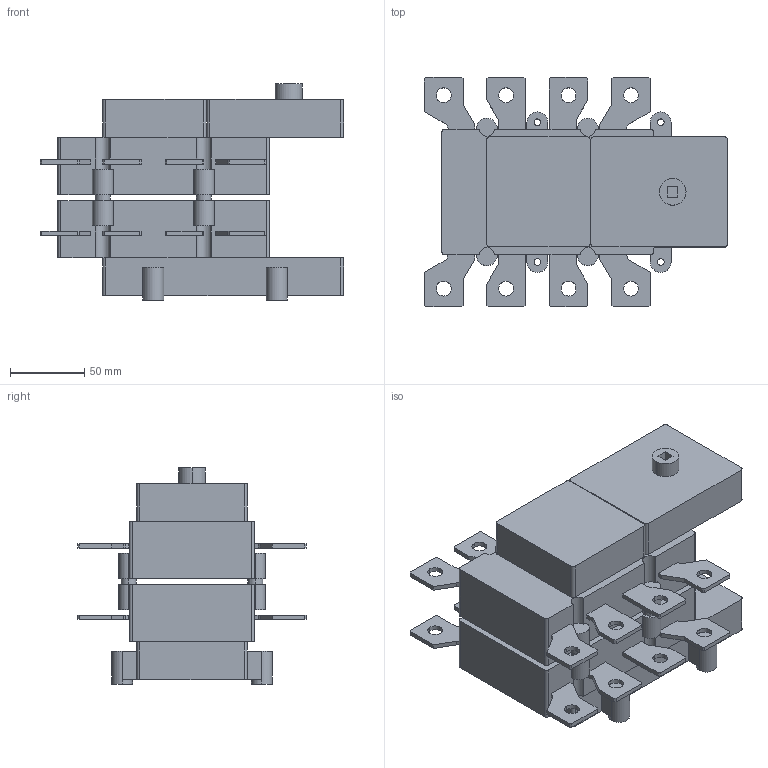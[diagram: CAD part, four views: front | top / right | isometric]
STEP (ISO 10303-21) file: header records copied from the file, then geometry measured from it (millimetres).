
FILE_DESCRIPTION((''),'2;1');
FILE_NAME('3d_GE0200ET4.stp','2013-07-10T14:33:43',(''),(''),'Mechanical Desktop 2011','Mechanical Desktop 2011',', , ');
FILE_SCHEMA(('CONFIG_CONTROL_DESIGN'));
Length unit declared in the file: millimetre
Products named in the file (1): Product
Bounding box: 204 x 154 x 145.5 mm (x, y, z)
Volume: 1596507.7 mm3; surface area: 166488.5 mm2
Topology: 18 solids, 18 shells, 365 faces, 2015 edges, 2657 vertices
Faces by surface type: plane 192, bspline 95, cylinder 78
Entity records: 18301 total; most frequent: CARTESIAN_POINT 4676, DIRECTION 2960, ORIENTED_EDGE 2020, VECTOR 1612, LINE 1612, EDGE_CURVE 1010, TRIMMED_CURVE 968, VERTEX_POINT 684
